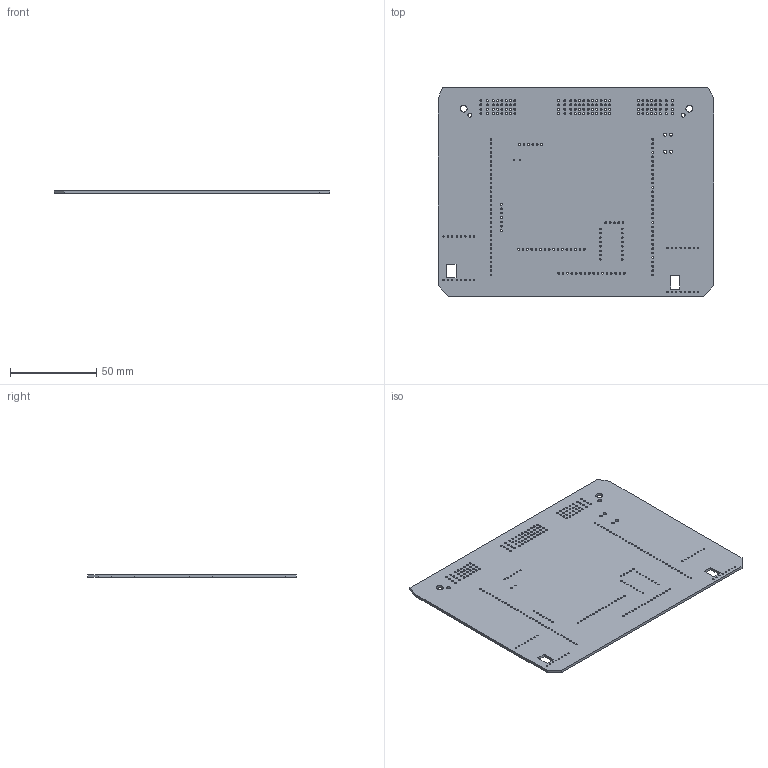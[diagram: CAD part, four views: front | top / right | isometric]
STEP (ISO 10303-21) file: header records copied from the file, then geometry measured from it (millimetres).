
FILE_DESCRIPTION(('KiCad electronic assembly'),'2;1');
FILE_NAME('Polygonus-Universal-Base4.step','2024-04-17T23:24:38',( 'Pcbnew'),('Kicad'),'Open CASCADE STEP processor 7.7', 'KiCad to STEP converter','Unknown');
FILE_SCHEMA(('AUTOMOTIVE_DESIGN { 1 0 10303 214 1 1 1 1 }'));
Length unit declared in the file: millimetre
Products named in the file (2): Polygonus-Universal-Base4 1; _autosave-Polygonus-Universal-Base PCB
Assembly tree (1 placements, depth 2):
  Polygonus-Universal-Base4 1
    _autosave-Polygonus-Universal-Base PCB
Bounding box: 160 x 121 x 1.58 mm (x, y, z)
Volume: 29938.7 mm3; surface area: 40347.3 mm2
Topology: 1 solids, 1 shells, 310 faces, 924 edges, 616 vertices
Faces by surface type: cylinder 284, plane 26
Full cylindrical faces by diameter (mm): 0.762 x32, 0.8 x18, 1 x109, 1.1 x5, 1.15 x112, 1.78 x4, 2.2 x2, 4 x2
Entity records: 25665 total; most frequent: CARTESIAN_POINT 7108, DIRECTION 3396, ORIENTED_EDGE 1848, PCURVE 1848, DEFINITIONAL_REPRESENTATION 1848, LINE 1636, VECTOR 1636, EDGE_CURVE 924
